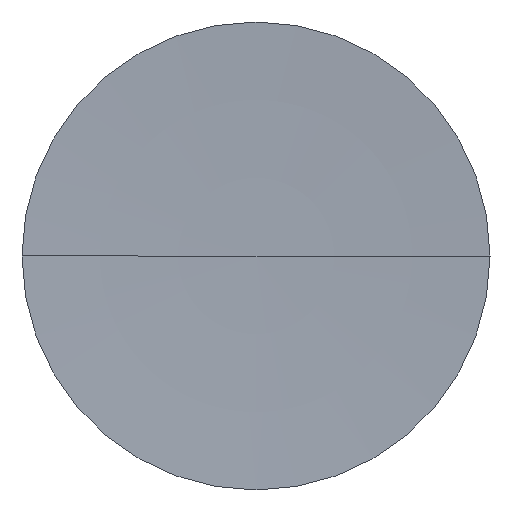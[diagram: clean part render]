
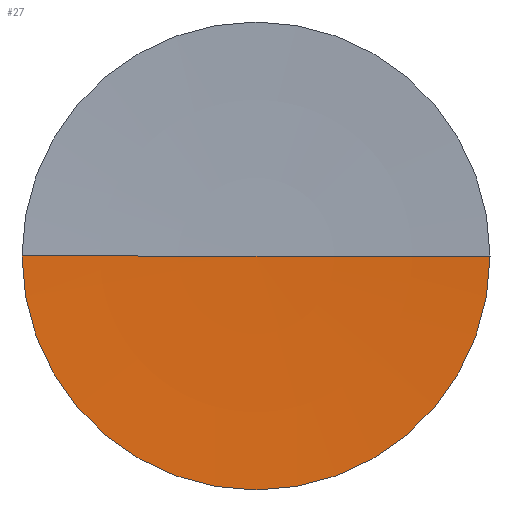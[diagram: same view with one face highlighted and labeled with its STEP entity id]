
A CAD part, left-side view. The second image highlights one B-rep face of the part: STEP entity #27.
In plain terms, the highlighted toroidal (fillet/blend) face has major radius 0.281 mm and minor radius 281.1 mm.
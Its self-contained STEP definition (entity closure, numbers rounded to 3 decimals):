
#12 = AXIS2_PLACEMENT_3D ( 'NONE', #139, #56, #88 ) ;
#16 = CARTESIAN_POINT ( 'NONE',  ( 94.816, 64.878, 0. ) ) ;
#22 = FACE_OUTER_BOUND ( 'NONE', #124, .T. ) ;
#26 = DIRECTION ( 'NONE',  ( -1., 0., 0. ) ) ;
#27 = ADVANCED_FACE ( 'NONE', ( #22 ), #45, .F. ) ;
#28 = DIRECTION ( 'NONE',  ( 0., -1., 0. ) ) ;
#29 = CIRCLE ( 'NONE', #12, 281.1 ) ;
#45 = TOROIDAL_SURFACE ( 'NONE', #93, 0.281, 281.1 ) ;
#56 = DIRECTION ( 'NONE',  ( 0., 0., 1. ) ) ;
#60 = AXIS2_PLACEMENT_3D ( 'NONE', #161, #177, #178 ) ;
#63 = ORIENTED_EDGE ( 'NONE', *, *, #69, .T. ) ;
#69 = EDGE_CURVE ( 'NONE', #80, #83, #181, .T. ) ;
#77 = VERTEX_POINT ( 'NONE', #113 ) ;
#80 = VERTEX_POINT ( 'NONE', #16 ) ;
#81 = CARTESIAN_POINT ( 'NONE',  ( -186.009, 52.178, 0. ) ) ;
#82 = EDGE_CURVE ( 'NONE', #77, #83, #111, .T. ) ;
#83 = VERTEX_POINT ( 'NONE', #187 ) ;
#84 = CARTESIAN_POINT ( 'NONE',  ( -186.009, 51.897, 0. ) ) ;
#88 = DIRECTION ( 'NONE',  ( 0., -1., 0. ) ) ;
#93 = AXIS2_PLACEMENT_3D ( 'NONE', #81, #26, #28 ) ;
#100 = DIRECTION ( 'NONE',  ( -1., 0., 0. ) ) ;
#111 = CIRCLE ( 'NONE', #172, 281.1 ) ;
#113 = CARTESIAN_POINT ( 'NONE',  ( 95.09, 52.178, 0. ) ) ;
#124 = EDGE_LOOP ( 'NONE', ( #144, #128, #63 ) ) ;
#128 = ORIENTED_EDGE ( 'NONE', *, *, #176, .T. ) ;
#139 = CARTESIAN_POINT ( 'NONE',  ( -186.009, 52.459, 0. ) ) ;
#144 = ORIENTED_EDGE ( 'NONE', *, *, #82, .F. ) ;
#161 = CARTESIAN_POINT ( 'NONE',  ( 94.816, 52.178, 0. ) ) ;
#172 = AXIS2_PLACEMENT_3D ( 'NONE', #84, #188, #100 ) ;
#176 = EDGE_CURVE ( 'NONE', #77, #80, #29, .T. ) ;
#177 = DIRECTION ( 'NONE',  ( -1., 0., 0. ) ) ;
#178 = DIRECTION ( 'NONE',  ( 0., -1., 0. ) ) ;
#181 = CIRCLE ( 'NONE', #60, 12.7 ) ;
#187 = CARTESIAN_POINT ( 'NONE',  ( 94.816, 39.478, 0. ) ) ;
#188 = DIRECTION ( 'NONE',  ( 0., 0., -1. ) ) ;
